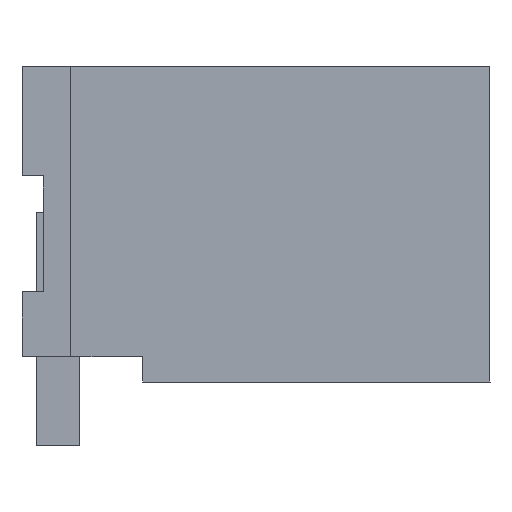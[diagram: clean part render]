
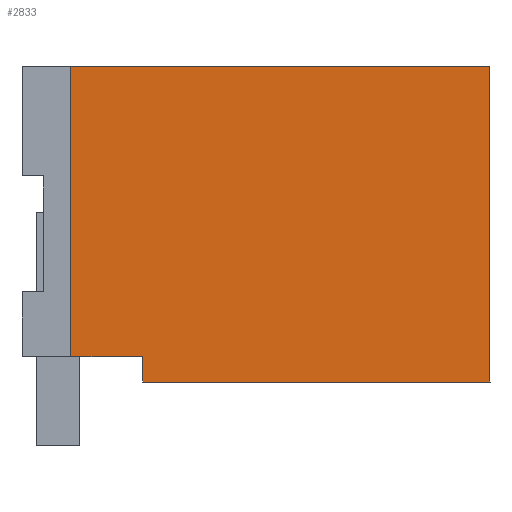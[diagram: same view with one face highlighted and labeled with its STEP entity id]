
A CAD part, left-side view. The second image highlights one B-rep face of the part: STEP entity #2833.
In plain terms, the highlighted planar face has unit normal (-1, 0, 0).
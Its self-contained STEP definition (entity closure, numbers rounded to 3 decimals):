
#2811=AXIS2_PLACEMENT_3D('Plane Axis2P3D',#2808,#2809,#2810) ;
#530=CARTESIAN_POINT('Vertex',(0.,8.2,2.1)) ;
#533=CARTESIAN_POINT('Line Origine',(0.,9.05,2.1)) ;
#537=CARTESIAN_POINT('Vertex',(0.,9.9,2.1)) ;
#708=CARTESIAN_POINT('Line Origine',(0.,9.9,5.525)) ;
#712=CARTESIAN_POINT('Vertex',(0.,9.9,8.95)) ;
#984=CARTESIAN_POINT('Line Origine',(0.,4.95,8.95)) ;
#988=CARTESIAN_POINT('Vertex',(0.,0.,8.95)) ;
#2793=CARTESIAN_POINT('Vertex',(0.,8.2,1.5)) ;
#2796=CARTESIAN_POINT('Line Origine',(0.,8.2,1.8)) ;
#2808=CARTESIAN_POINT('Axis2P3D Location',(0.,11.05,-1.55)) ;
#2813=CARTESIAN_POINT('Line Origine',(0.,4.1,1.5)) ;
#2817=CARTESIAN_POINT('Vertex',(0.,0.,1.5)) ;
#2820=CARTESIAN_POINT('Line Origine',(0.,0.,5.225)) ;
#534=DIRECTION('Vector Direction',(0.,-1.,0.)) ;
#709=DIRECTION('Vector Direction',(0.,0.,-1.)) ;
#985=DIRECTION('Vector Direction',(0.,1.,0.)) ;
#2797=DIRECTION('Vector Direction',(0.,0.,1.)) ;
#2809=DIRECTION('Axis2P3D Direction',(-1.,0.,0.)) ;
#2810=DIRECTION('Axis2P3D XDirection',(0.,-1.,0.)) ;
#2814=DIRECTION('Vector Direction',(0.,1.,0.)) ;
#2821=DIRECTION('Vector Direction',(0.,0.,-1.)) ;
#535=VECTOR('Line Direction',#534,1.) ;
#710=VECTOR('Line Direction',#709,1.) ;
#986=VECTOR('Line Direction',#985,1.) ;
#2798=VECTOR('Line Direction',#2797,1.) ;
#2815=VECTOR('Line Direction',#2814,1.) ;
#2822=VECTOR('Line Direction',#2821,1.) ;
#2826=ORIENTED_EDGE('',*,*,#539,.T.) ;
#2827=ORIENTED_EDGE('',*,*,#2800,.F.) ;
#2828=ORIENTED_EDGE('',*,*,#2819,.T.) ;
#2829=ORIENTED_EDGE('',*,*,#2824,.T.) ;
#2830=ORIENTED_EDGE('',*,*,#990,.T.) ;
#2831=ORIENTED_EDGE('',*,*,#714,.T.) ;
#2833=ADVANCED_FACE('HOUSING',(#2832),#2812,.T.) ;
#539=EDGE_CURVE('',#538,#531,#536,.T.) ;
#714=EDGE_CURVE('',#713,#538,#711,.T.) ;
#990=EDGE_CURVE('',#989,#713,#987,.T.) ;
#2800=EDGE_CURVE('',#2794,#531,#2799,.T.) ;
#2819=EDGE_CURVE('',#2794,#2818,#2816,.F.) ;
#2824=EDGE_CURVE('',#2818,#989,#2823,.F.) ;
#2825=EDGE_LOOP('',(#2826,#2827,#2828,#2829,#2830,#2831)) ;
#2832=FACE_OUTER_BOUND('',#2825,.T.) ;
#536=LINE('Line',#533,#535) ;
#711=LINE('Line',#708,#710) ;
#987=LINE('Line',#984,#986) ;
#2799=LINE('Line',#2796,#2798) ;
#2816=LINE('Line',#2813,#2815) ;
#2823=LINE('Line',#2820,#2822) ;
#2812=PLANE('',#2811) ;
#531=VERTEX_POINT('',#530) ;
#538=VERTEX_POINT('',#537) ;
#713=VERTEX_POINT('',#712) ;
#989=VERTEX_POINT('',#988) ;
#2794=VERTEX_POINT('',#2793) ;
#2818=VERTEX_POINT('',#2817) ;
